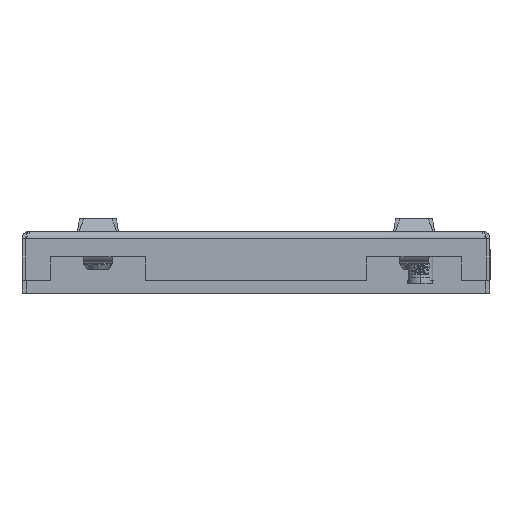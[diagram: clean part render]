
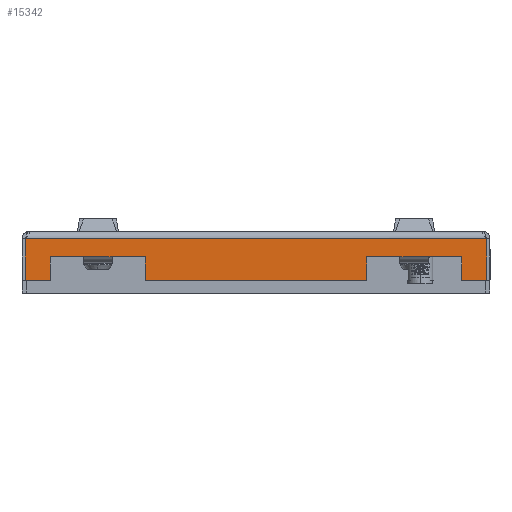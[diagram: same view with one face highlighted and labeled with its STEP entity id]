
A CAD part, left-side view. The second image highlights one B-rep face of the part: STEP entity #15342.
In plain terms, the highlighted planar face has unit normal (-1, 0, 0).
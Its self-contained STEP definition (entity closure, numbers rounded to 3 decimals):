
#3562 = VERTEX_POINT ( 'NONE', #34088 ) ;
#3575 = VERTEX_POINT ( 'NONE', #34032 ) ;
#3647 = VERTEX_POINT ( 'NONE', #33414 ) ;
#3663 = VERTEX_POINT ( 'NONE', #33356 ) ;
#3667 = VERTEX_POINT ( 'NONE', #33341 ) ;
#3669 = VERTEX_POINT ( 'NONE', #33335 ) ;
#3673 = VERTEX_POINT ( 'NONE', #33320 ) ;
#3677 = VERTEX_POINT ( 'NONE', #33307 ) ;
#3678 = VERTEX_POINT ( 'NONE', #33305 ) ;
#3680 = VERTEX_POINT ( 'NONE', #33299 ) ;
#3682 = VERTEX_POINT ( 'NONE', #33291 ) ;
#3684 = VERTEX_POINT ( 'NONE', #33284 ) ;
#15342 = ADVANCED_FACE ( 'NONE', ( #49900 ), #68919, .F. ) ;
#32741 = AXIS2_PLACEMENT_3D ( 'NONE', #68879, #68921, #68922 ) ;
#33284 = CARTESIAN_POINT ( 'NONE',  ( -232.5, -35., -14. ) ) ;
#33291 = CARTESIAN_POINT ( 'NONE',  ( -232.5, 35., -14. ) ) ;
#33299 = CARTESIAN_POINT ( 'NONE',  ( -232.5, -65., -6.5 ) ) ;
#33305 = CARTESIAN_POINT ( 'NONE',  ( -232.5, -35., -6.5 ) ) ;
#33307 = CARTESIAN_POINT ( 'NONE',  ( -232.5, -65., -14. ) ) ;
#33320 = CARTESIAN_POINT ( 'NONE',  ( -232.5, -73., -14. ) ) ;
#33335 = CARTESIAN_POINT ( 'NONE',  ( -232.5, 35., -6.5 ) ) ;
#33341 = CARTESIAN_POINT ( 'NONE',  ( -232.5, 65., -6.5 ) ) ;
#33356 = CARTESIAN_POINT ( 'NONE',  ( -232.5, 65., -14. ) ) ;
#33414 = CARTESIAN_POINT ( 'NONE',  ( -232.5, -73., -0.75 ) ) ;
#34032 = CARTESIAN_POINT ( 'NONE',  ( -232.5, 73., -0.75 ) ) ;
#34088 = CARTESIAN_POINT ( 'NONE',  ( -232.5, 73., -14. ) ) ;
#49900 = FACE_OUTER_BOUND ( 'NONE', #84133, .T. ) ;
#57964 = ORIENTED_EDGE ( 'NONE', *, *, #71440, .F. ) ;
#57966 = ORIENTED_EDGE ( 'NONE', *, *, #71441, .T. ) ;
#57968 = ORIENTED_EDGE ( 'NONE', *, *, #71443, .T. ) ;
#57970 = ORIENTED_EDGE ( 'NONE', *, *, #71445, .T. ) ;
#57972 = ORIENTED_EDGE ( 'NONE', *, *, #71449, .T. ) ;
#57975 = ORIENTED_EDGE ( 'NONE', *, *, #71451, .T. ) ;
#57977 = ORIENTED_EDGE ( 'NONE', *, *, #71454, .T. ) ;
#57979 = ORIENTED_EDGE ( 'NONE', *, *, #71458, .T. ) ;
#57981 = ORIENTED_EDGE ( 'NONE', *, *, #71461, .T. ) ;
#57983 = ORIENTED_EDGE ( 'NONE', *, *, #71465, .T. ) ;
#57985 = ORIENTED_EDGE ( 'NONE', *, *, #71466, .T. ) ;
#58049 = ORIENTED_EDGE ( 'NONE', *, *, #71468, .F. ) ;
#68879 = CARTESIAN_POINT ( 'NONE',  ( -232.5, -73., 0. ) ) ;
#68919 = PLANE ( 'NONE',  #32741 ) ;
#68921 = DIRECTION ( 'NONE',  ( 1., 0., 0. ) ) ;
#68922 = DIRECTION ( 'NONE',  ( 0., 0., -1. ) ) ;
#71440 = EDGE_CURVE ( 'NONE', #3647, #3673, #76246, .T. ) ;
#71441 = EDGE_CURVE ( 'NONE', #3677, #3673, #76248, .T. ) ;
#71443 = EDGE_CURVE ( 'NONE', #3680, #3677, #76240, .T. ) ;
#71445 = EDGE_CURVE ( 'NONE', #3678, #3680, #76252, .T. ) ;
#71449 = EDGE_CURVE ( 'NONE', #3684, #3678, #76254, .T. ) ;
#71451 = EDGE_CURVE ( 'NONE', #3682, #3684, #76256, .T. ) ;
#71454 = EDGE_CURVE ( 'NONE', #3669, #3682, #76258, .T. ) ;
#71458 = EDGE_CURVE ( 'NONE', #3667, #3669, #76260, .T. ) ;
#71461 = EDGE_CURVE ( 'NONE', #3663, #3667, #76262, .T. ) ;
#71465 = EDGE_CURVE ( 'NONE', #3562, #3663, #76264, .T. ) ;
#71466 = EDGE_CURVE ( 'NONE', #3575, #3562, #76266, .T. ) ;
#71468 = EDGE_CURVE ( 'NONE', #3575, #3647, #76268, .T. ) ;
#71794 = CARTESIAN_POINT ( 'NONE',  ( -232.5, -65., -14. ) ) ;
#71822 = CARTESIAN_POINT ( 'NONE',  ( -232.5, -72.999, 145.854 ) ) ;
#71825 = DIRECTION ( 'NONE',  ( 0., 0., -1. ) ) ;
#71827 = CARTESIAN_POINT ( 'NONE',  ( -232.5, -73., -14. ) ) ;
#71831 = DIRECTION ( 'NONE',  ( 0., -1., 0. ) ) ;
#71833 = DIRECTION ( 'NONE',  ( 0., 0., -1. ) ) ;
#71837 = CARTESIAN_POINT ( 'NONE',  ( -232.5, -65., -6.5 ) ) ;
#71840 = DIRECTION ( 'NONE',  ( 0., -1., 0. ) ) ;
#71842 = CARTESIAN_POINT ( 'NONE',  ( -232.5, -35., -14. ) ) ;
#71845 = DIRECTION ( 'NONE',  ( 0., 0., 1. ) ) ;
#71847 = CARTESIAN_POINT ( 'NONE',  ( -232.5, -73., -14. ) ) ;
#71850 = DIRECTION ( 'NONE',  ( 0., -1., 0. ) ) ;
#71852 = CARTESIAN_POINT ( 'NONE',  ( -232.5, 35., -14. ) ) ;
#71855 = DIRECTION ( 'NONE',  ( 0., 0., -1. ) ) ;
#71857 = CARTESIAN_POINT ( 'NONE',  ( -232.5, 65., -6.5 ) ) ;
#71860 = DIRECTION ( 'NONE',  ( 0., -1., 0. ) ) ;
#71862 = CARTESIAN_POINT ( 'NONE',  ( -232.5, 65., -14. ) ) ;
#71865 = DIRECTION ( 'NONE',  ( 0., 0., 1. ) ) ;
#71867 = CARTESIAN_POINT ( 'NONE',  ( -232.5, -73., -14. ) ) ;
#71870 = DIRECTION ( 'NONE',  ( 0., -1., 0. ) ) ;
#71872 = CARTESIAN_POINT ( 'NONE',  ( -232.5, 72.999, 145.85 ) ) ;
#71875 = DIRECTION ( 'NONE',  ( 0., 0., -1. ) ) ;
#71877 = CARTESIAN_POINT ( 'NONE',  ( -232.5, 146.014, -0.75 ) ) ;
#71881 = DIRECTION ( 'NONE',  ( 0., -1., 0. ) ) ;
#76240 = LINE ( 'NONE', #71794, #76253 ) ;
#76246 = LINE ( 'NONE', #71822, #76249 ) ;
#76248 = LINE ( 'NONE', #71827, #76251 ) ;
#76249 = VECTOR ( 'NONE', #71825, 1000. ) ;
#76251 = VECTOR ( 'NONE', #71831, 1000. ) ;
#76252 = LINE ( 'NONE', #71837, #76255 ) ;
#76253 = VECTOR ( 'NONE', #71833, 1000. ) ;
#76254 = LINE ( 'NONE', #71842, #76257 ) ;
#76255 = VECTOR ( 'NONE', #71840, 1000. ) ;
#76256 = LINE ( 'NONE', #71847, #76259 ) ;
#76257 = VECTOR ( 'NONE', #71845, 1000. ) ;
#76258 = LINE ( 'NONE', #71852, #76261 ) ;
#76259 = VECTOR ( 'NONE', #71850, 1000. ) ;
#76260 = LINE ( 'NONE', #71857, #76263 ) ;
#76261 = VECTOR ( 'NONE', #71855, 1000. ) ;
#76262 = LINE ( 'NONE', #71862, #76265 ) ;
#76263 = VECTOR ( 'NONE', #71860, 1000. ) ;
#76264 = LINE ( 'NONE', #71867, #76267 ) ;
#76265 = VECTOR ( 'NONE', #71865, 1000. ) ;
#76266 = LINE ( 'NONE', #71872, #76269 ) ;
#76267 = VECTOR ( 'NONE', #71870, 1000. ) ;
#76268 = LINE ( 'NONE', #71877, #76271 ) ;
#76269 = VECTOR ( 'NONE', #71875, 1000. ) ;
#76271 = VECTOR ( 'NONE', #71881, 1000. ) ;
#84133 = EDGE_LOOP ( 'NONE', ( #58049, #57985, #57983, #57981, #57979, #57977, #57975, #57972, #57970, #57968, #57966, #57964 ) ) ;
